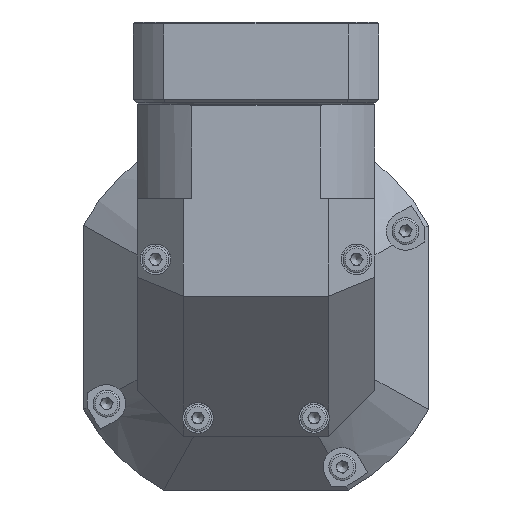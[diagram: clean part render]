
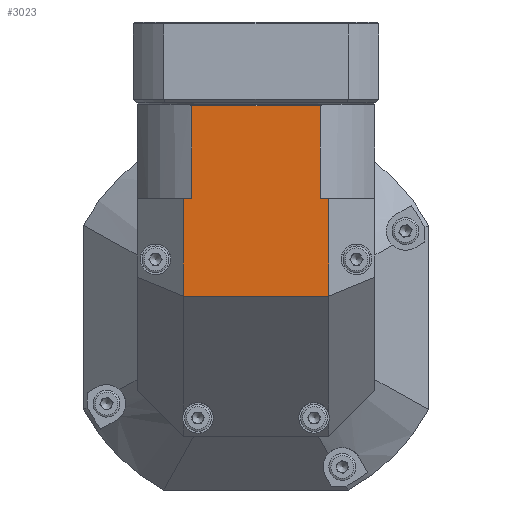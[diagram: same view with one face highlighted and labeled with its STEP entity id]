
A CAD part, front view. The second image highlights one B-rep face of the part: STEP entity #3023.
In plain terms, the highlighted planar face has unit normal (0, -1, 0).
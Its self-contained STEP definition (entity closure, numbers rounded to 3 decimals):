
#2952=CARTESIAN_POINT('',(-31.0,-31.0,55.5));
#2953=DIRECTION('',(0.0,-1.0,0.0));
#2954=DIRECTION('',(0.0,0.0,-1.0));
#2955=AXIS2_PLACEMENT_3D('',#2952,#2953,#2954);
#2956=PLANE('',#2955);
#2957=CARTESIAN_POINT('',(19.,-31.,5.5));
#2958=VERTEX_POINT('',#2957);
#2959=CARTESIAN_POINT('',(19.,-31.0,31.));
#2960=VERTEX_POINT('',#2959);
#2961=CARTESIAN_POINT('',(19.,-31.0,5.5));
#2962=DIRECTION('',(0.0,0.0,1.0));
#2963=VECTOR('',#2962,25.5);
#2964=LINE('',#2961,#2963);
#2965=EDGE_CURVE('',#2958,#2960,#2964,.T.);
#2966=ORIENTED_EDGE('',*,*,#2965,.T.);
#2967=CARTESIAN_POINT('',(16.78,-31.0,31.));
#2968=VERTEX_POINT('',#2967);
#2969=CARTESIAN_POINT('',(19.,-31.0,31.));
#2970=DIRECTION('',(-1.0,0.0,0.0));
#2971=VECTOR('',#2970,2.22);
#2972=LINE('',#2969,#2971);
#2973=EDGE_CURVE('',#2960,#2968,#2972,.T.);
#2974=ORIENTED_EDGE('',*,*,#2973,.T.);
#2975=CARTESIAN_POINT('',(16.78,-31.0,55.2));
#2976=VERTEX_POINT('',#2975);
#2977=CARTESIAN_POINT('',(16.78,-31.0,31.));
#2978=DIRECTION('',(0.0,0.0,1.0));
#2979=VECTOR('',#2978,24.2);
#2980=LINE('',#2977,#2979);
#2981=EDGE_CURVE('',#2968,#2976,#2980,.T.);
#2982=ORIENTED_EDGE('',*,*,#2981,.T.);
#2983=CARTESIAN_POINT('',(-16.78,-31.0,55.2));
#2984=VERTEX_POINT('',#2983);
#2985=CARTESIAN_POINT('',(16.78,-31.0,55.2));
#2986=DIRECTION('',(-1.0,0.0,0.0));
#2987=VECTOR('',#2986,33.56);
#2988=LINE('',#2985,#2987);
#2989=EDGE_CURVE('',#2976,#2984,#2988,.T.);
#2990=ORIENTED_EDGE('',*,*,#2989,.T.);
#2991=CARTESIAN_POINT('',(-16.78,-31.0,31.));
#2992=VERTEX_POINT('',#2991);
#2993=CARTESIAN_POINT('',(-16.78,-31.0,55.2));
#2994=DIRECTION('',(0.0,0.0,-1.0));
#2995=VECTOR('',#2994,24.2);
#2996=LINE('',#2993,#2995);
#2997=EDGE_CURVE('',#2984,#2992,#2996,.T.);
#2998=ORIENTED_EDGE('',*,*,#2997,.T.);
#2999=CARTESIAN_POINT('',(-19.,-31.0,31.));
#3000=VERTEX_POINT('',#2999);
#3001=CARTESIAN_POINT('',(-16.78,-31.0,31.));
#3002=DIRECTION('',(-1.0,0.0,0.0));
#3003=VECTOR('',#3002,2.22);
#3004=LINE('',#3001,#3003);
#3005=EDGE_CURVE('',#2992,#3000,#3004,.T.);
#3006=ORIENTED_EDGE('',*,*,#3005,.T.);
#3007=CARTESIAN_POINT('',(-19.,-31.,5.5));
#3008=VERTEX_POINT('',#3007);
#3009=CARTESIAN_POINT('',(-19.,-31.0,31.));
#3010=DIRECTION('',(0.0,0.0,-1.0));
#3011=VECTOR('',#3010,25.5);
#3012=LINE('',#3009,#3011);
#3013=EDGE_CURVE('',#3000,#3008,#3012,.T.);
#3014=ORIENTED_EDGE('',*,*,#3013,.T.);
#3015=CARTESIAN_POINT('',(19.,-31.,5.5));
#3016=DIRECTION('',(-1.0,0.0,0.0));
#3017=VECTOR('',#3016,38.);
#3018=LINE('',#3015,#3017);
#3019=EDGE_CURVE('',#2958,#3008,#3018,.T.);
#3020=ORIENTED_EDGE('',*,*,#3019,.F.);
#3021=EDGE_LOOP('',(#2966,#2974,#2982,#2990,#2998,#3006,#3014,#3020));
#3022=FACE_OUTER_BOUND('',#3021,.T.);
#3023=ADVANCED_FACE('',(#3022),#2956,.T.);
